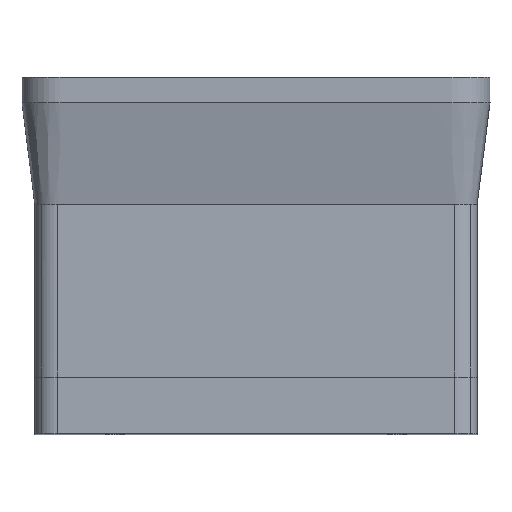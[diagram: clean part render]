
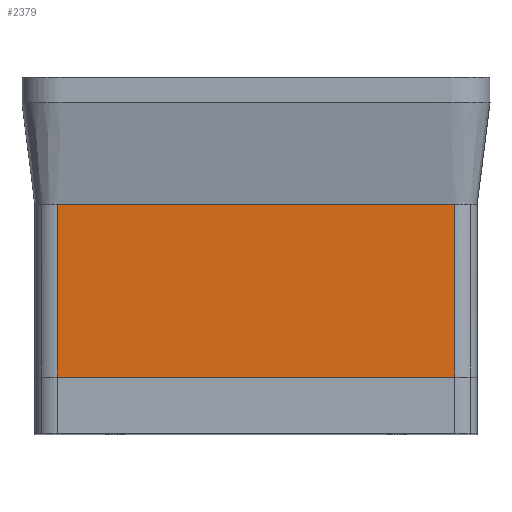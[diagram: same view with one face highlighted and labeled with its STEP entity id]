
A CAD part, top view. The second image highlights one B-rep face of the part: STEP entity #2379.
In plain terms, the highlighted planar face has unit normal (0, 0, 1).
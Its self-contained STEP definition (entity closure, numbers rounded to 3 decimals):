
#149 = EDGE_LOOP ( 'NONE', ( #3546, #1049, #1755, #701 ) ) ;
#279 = DIRECTION ( 'NONE',  ( 0., 0., 1. ) ) ;
#357 = CARTESIAN_POINT ( 'NONE',  ( -35.1, 0., 60.6 ) ) ;
#431 = CARTESIAN_POINT ( 'NONE',  ( -35.1, 40.5, 60.6 ) ) ;
#488 = CARTESIAN_POINT ( 'NONE',  ( -35.1, 40.5, 60.6 ) ) ;
#552 = LINE ( 'NONE', #1913, #1059 ) ;
#579 = LINE ( 'NONE', #1494, #1864 ) ;
#601 = CARTESIAN_POINT ( 'NONE',  ( 35.1, 40.5, 60.6 ) ) ;
#701 = ORIENTED_EDGE ( 'NONE', *, *, #2447, .F. ) ;
#748 = CARTESIAN_POINT ( 'NONE',  ( 6.65, 40.5, 60.6 ) ) ;
#777 = CARTESIAN_POINT ( 'NONE',  ( 35.1, 10., 60.6 ) ) ;
#1049 = ORIENTED_EDGE ( 'NONE', *, *, #3330, .F. ) ;
#1059 = VECTOR ( 'NONE', #1519, 1000. ) ;
#1131 = VERTEX_POINT ( 'NONE', #1354 ) ;
#1233 = EDGE_CURVE ( 'NONE', #1131, #1850, #3035, .T. ) ;
#1354 = CARTESIAN_POINT ( 'NONE',  ( -35.1, 40.5, 60.6 ) ) ;
#1383 = VERTEX_POINT ( 'NONE', #3825 ) ;
#1474 = CARTESIAN_POINT ( 'NONE',  ( -34.037, 40.5, 60.6 ) ) ;
#1494 = CARTESIAN_POINT ( 'NONE',  ( -19.55, 10., 60.6 ) ) ;
#1519 = DIRECTION ( 'NONE',  ( 0., -1., 0. ) ) ;
#1557 = FACE_OUTER_BOUND ( 'NONE', #149, .T. ) ;
#1755 = ORIENTED_EDGE ( 'NONE', *, *, #1233, .F. ) ;
#1850 = VERTEX_POINT ( 'NONE', #601 ) ;
#1864 = VECTOR ( 'NONE', #4020, 1000. ) ;
#1913 = CARTESIAN_POINT ( 'NONE',  ( 35.1, 0., 60.6 ) ) ;
#2044 = CARTESIAN_POINT ( 'NONE',  ( 26.6, 40.5, 60.599 ) ) ;
#2157 = DIRECTION ( 'NONE',  ( 1., 0., 0. ) ) ;
#2363 = EDGE_CURVE ( 'NONE', #2699, #1383, #579, .T. ) ;
#2379 = ADVANCED_FACE ( 'NONE', ( #1557 ), #3114, .T. ) ;
#2411 = CARTESIAN_POINT ( 'NONE',  ( -16.625, 40.5, 60.6 ) ) ;
#2447 = EDGE_CURVE ( 'NONE', #1383, #1131, #2900, .T. ) ;
#2681 = CARTESIAN_POINT ( 'NONE',  ( 35.1, 40.5, 60.6 ) ) ;
#2699 = VERTEX_POINT ( 'NONE', #777 ) ;
#2900 = LINE ( 'NONE', #357, #3534 ) ;
#3035 = B_SPLINE_CURVE_WITH_KNOTS ( 'NONE', 3,
 ( #431, #488, #3985, #1474, #3332, #3610, #2411, #748, #2044, #2681 ),
 .UNSPECIFIED., .F., .F.,
 ( 4, 2, 1, 1, 1, 1, 4 ),
 ( 0., 0., 0.063, 0.125, 0.25, 0.5, 1. ),
 .UNSPECIFIED. ) ;
#3114 = PLANE ( 'NONE',  #3339 ) ;
#3330 = EDGE_CURVE ( 'NONE', #1850, #2699, #552, .T. ) ;
#3332 = CARTESIAN_POINT ( 'NONE',  ( -31.762, 40.5, 60.6 ) ) ;
#3339 = AXIS2_PLACEMENT_3D ( 'NONE', #3415, #279, #2157 ) ;
#3415 = CARTESIAN_POINT ( 'NONE',  ( -39.1, 0., 60.6 ) ) ;
#3534 = VECTOR ( 'NONE', #3855, 1000. ) ;
#3546 = ORIENTED_EDGE ( 'NONE', *, *, #2363, .F. ) ;
#3610 = CARTESIAN_POINT ( 'NONE',  ( -26.687, 40.5, 60.6 ) ) ;
#3825 = CARTESIAN_POINT ( 'NONE',  ( -35.1, 10., 60.6 ) ) ;
#3855 = DIRECTION ( 'NONE',  ( 0., 1., 0. ) ) ;
#3985 = CARTESIAN_POINT ( 'NONE',  ( -35.1, 40.5, 60.6 ) ) ;
#4020 = DIRECTION ( 'NONE',  ( -1., 0., 0. ) ) ;
